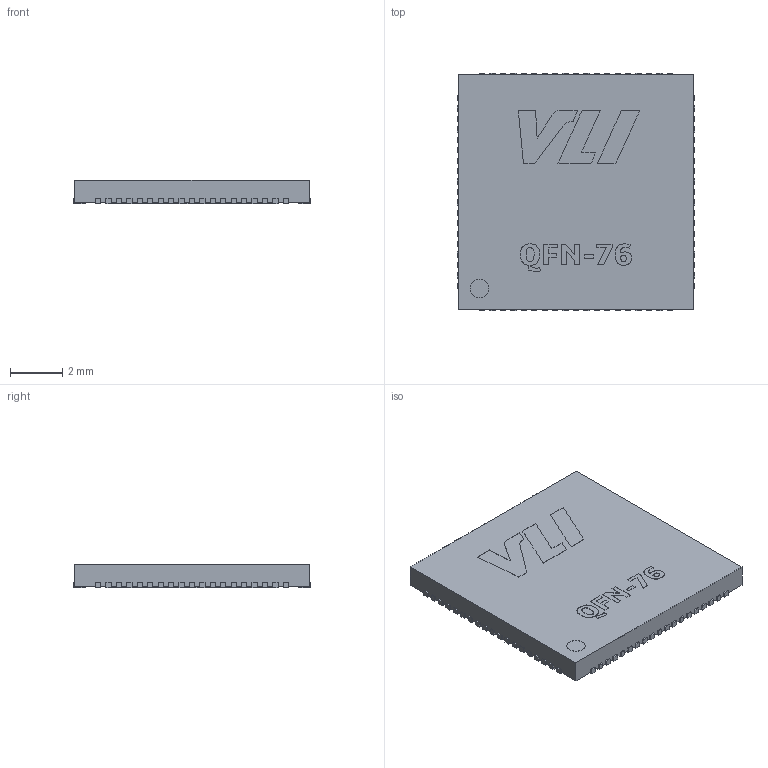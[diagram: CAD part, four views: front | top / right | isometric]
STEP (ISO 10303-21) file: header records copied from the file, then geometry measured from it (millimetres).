
FILE_DESCRIPTION(('STEP AP214'),'1');
FILE_NAME('QFN50P900X900X85-76N - VLI.step','2022-05-06T13:25:14',(' '),(' '),'Spatial InterOp 3D',' ',' ');
FILE_SCHEMA(('AUTOMOTIVE_DESIGN { 1 0 10303 214 1 1 1 1 }'));
Length unit declared in the file: millimetre
Products named in the file (1): Volumenkörper 1
Bounding box: 9.1 x 9.1 x 0.9 mm (x, y, z)
Volume: 71.2 mm3; surface area: 201.6 mm2
Topology: 1 solids, 1 shells, 800 faces, 2352 edges, 1568 vertices
Faces by surface type: plane 620, cylinder 154, bspline 24, sphere 2
Entity records: 30258 total; most frequent: CARTESIAN_POINT 7301, ORIENTED_EDGE 4704, DIRECTION 4162, EDGE_CURVE 2352, LINE 1992, VECTOR 1992, VERTEX_POINT 1568, AXIS2_PLACEMENT_3D 1085
